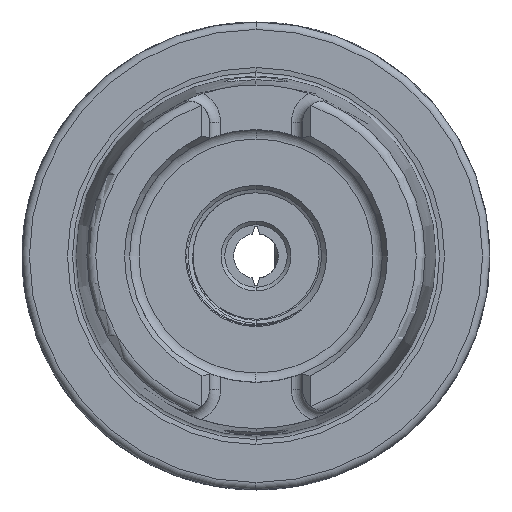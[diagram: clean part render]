
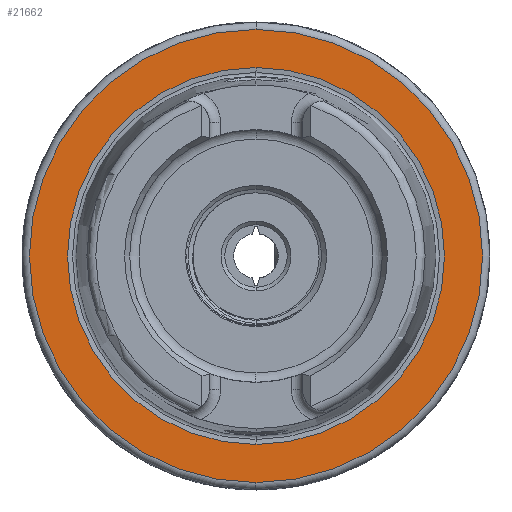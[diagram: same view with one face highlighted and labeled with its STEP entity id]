
A CAD part, left-side view. The second image highlights one B-rep face of the part: STEP entity #21662.
In plain terms, the highlighted planar face has unit normal (-1, 0, 0).
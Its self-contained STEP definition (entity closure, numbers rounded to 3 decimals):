
#713 = VERTEX_POINT ( 'NONE', #3198 ) ;
#725 = VERTEX_POINT ( 'NONE', #3233 ) ;
#731 = VERTEX_POINT ( 'NONE', #3226 ) ;
#735 = VERTEX_POINT ( 'NONE', #3192 ) ;
#1331 = CIRCLE ( 'NONE', #6496, 30.5 ) ;
#1401 = CIRCLE ( 'NONE', #6477, 25.369 ) ;
#1570 = FACE_OUTER_BOUND ( 'NONE', #4835, .T. ) ;
#1605 = FACE_BOUND ( 'NONE', #4854, .T. ) ;
#1706 = CARTESIAN_POINT ( 'NONE',  ( 0., 0., 0. ) ) ;
#1713 = DIRECTION ( 'NONE',  ( 0., 0., 1. ) ) ;
#1734 = DIRECTION ( 'NONE',  ( -1., 0., 0. ) ) ;
#3025 = EDGE_CURVE ( 'NONE', #735, #713, #18255, .T. ) ;
#3192 = CARTESIAN_POINT ( 'NONE',  ( 0., 0., -30.5 ) ) ;
#3198 = CARTESIAN_POINT ( 'NONE',  ( 0., 0., 30.5 ) ) ;
#3226 = CARTESIAN_POINT ( 'NONE',  ( 0., 0., 25.369 ) ) ;
#3233 = CARTESIAN_POINT ( 'NONE',  ( 0., 0., -25.369 ) ) ;
#3336 = CARTESIAN_POINT ( 'NONE',  ( 0., 0., 0. ) ) ;
#3849 = DIRECTION ( 'NONE',  ( -1., 0., 0. ) ) ;
#4160 = DIRECTION ( 'NONE',  ( 0., 0., 1. ) ) ;
#4835 = EDGE_LOOP ( 'NONE', ( #21540, #6409 ) ) ;
#4854 = EDGE_LOOP ( 'NONE', ( #6390, #21495 ) ) ;
#6390 = ORIENTED_EDGE ( 'NONE', *, *, #23476, .T. ) ;
#6409 = ORIENTED_EDGE ( 'NONE', *, *, #3025, .T. ) ;
#6477 = AXIS2_PLACEMENT_3D ( 'NONE', #11552, #11580, #11585 ) ;
#6496 = AXIS2_PLACEMENT_3D ( 'NONE', #1706, #1734, #1713 ) ;
#6629 = AXIS2_PLACEMENT_3D ( 'NONE', #20808, #20815, #20812 ) ;
#11552 = CARTESIAN_POINT ( 'NONE',  ( 0., 0., 0. ) ) ;
#11580 = DIRECTION ( 'NONE',  ( 1., 0., 0. ) ) ;
#11585 = DIRECTION ( 'NONE',  ( 0., 0., -1. ) ) ;
#17597 = EDGE_CURVE ( 'NONE', #725, #731, #27866, .T. ) ;
#18255 = CIRCLE ( 'NONE', #21386, 30.5 ) ;
#20795 = PLANE ( 'NONE',  #6629 ) ;
#20808 = CARTESIAN_POINT ( 'NONE',  ( 0., 25.369, 0. ) ) ;
#20812 = DIRECTION ( 'NONE',  ( 0., 0., 1. ) ) ;
#20815 = DIRECTION ( 'NONE',  ( -1., 0., 0. ) ) ;
#21386 = AXIS2_PLACEMENT_3D ( 'NONE', #3336, #3849, #4160 ) ;
#21495 = ORIENTED_EDGE ( 'NONE', *, *, #17597, .T. ) ;
#21540 = ORIENTED_EDGE ( 'NONE', *, *, #23178, .T. ) ;
#21662 = ADVANCED_FACE ( 'NONE', ( #1570, #1605 ), #20795, .T. ) ;
#23178 = EDGE_CURVE ( 'NONE', #713, #735, #1331, .T. ) ;
#23476 = EDGE_CURVE ( 'NONE', #731, #725, #1401, .T. ) ;
#24171 = AXIS2_PLACEMENT_3D ( 'NONE', #24542, #24632, #24599 ) ;
#24542 = CARTESIAN_POINT ( 'NONE',  ( 0., 0., 0. ) ) ;
#24599 = DIRECTION ( 'NONE',  ( 0., 0., -1. ) ) ;
#24632 = DIRECTION ( 'NONE',  ( 1., 0., 0. ) ) ;
#27866 = CIRCLE ( 'NONE', #24171, 25.369 ) ;
